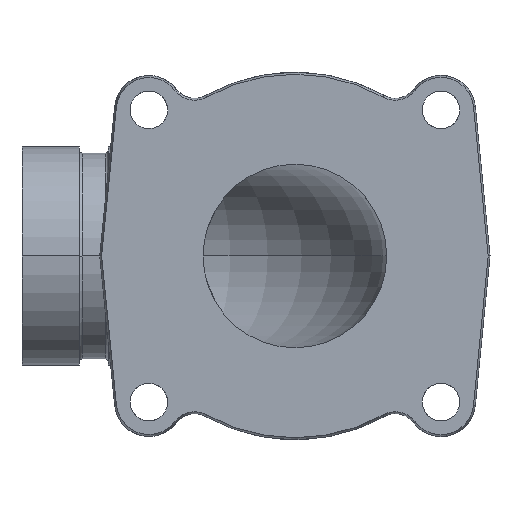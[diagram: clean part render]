
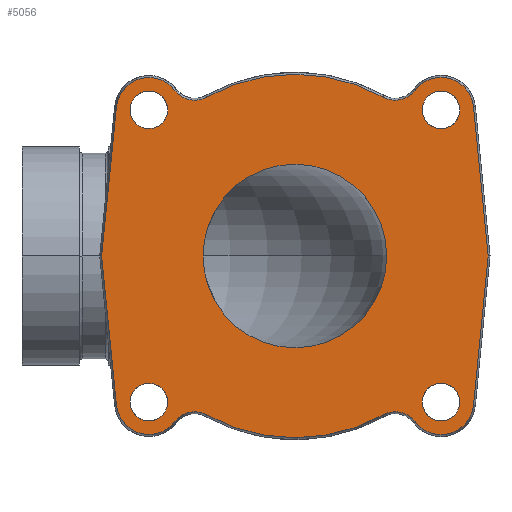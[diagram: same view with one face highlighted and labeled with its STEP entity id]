
A CAD part, left-side view. The second image highlights one B-rep face of the part: STEP entity #5056.
In plain terms, the highlighted planar face has unit normal (-1, 0, 0).
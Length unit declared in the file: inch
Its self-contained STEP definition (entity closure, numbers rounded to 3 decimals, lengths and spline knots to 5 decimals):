
#206=CARTESIAN_POINT('',(0.10246,0.,0.));
#207=DIRECTION('',(1.,0.,0.));
#208=DIRECTION('',(0.,1.,0.));
#209=AXIS2_PLACEMENT_3D('',#206,#207,#208);
#211=CARTESIAN_POINT('',(0.10246,0.,0.));
#212=DIRECTION('',(1.,0.,0.));
#213=DIRECTION('',(0.,-1.,0.));
#214=AXIS2_PLACEMENT_3D('',#211,#212,#213);
#216=DIRECTION('',(0.,-0.098,0.995));
#217=VECTOR('',#216,1.63442);
#218=CARTESIAN_POINT('',(0.10246,-1.94489,
-1.62661));
#219=LINE('',#218,#217);
#220=CARTESIAN_POINT('',(0.10246,-1.59198,
-1.59198));
#221=DIRECTION('',(1.,0.,0.));
#222=DIRECTION('',(0.,-0.995,-0.098));
#223=AXIS2_PLACEMENT_3D('',#220,#221,#222);
#225=CARTESIAN_POINT('',(0.10246,-1.09212,
-1.96717));
#226=DIRECTION('',(1.,0.,0.));
#227=DIRECTION('',(0.,0.485,0.874));
#228=AXIS2_PLACEMENT_3D('',#225,#226,#227);
#230=CARTESIAN_POINT('',(0.10246,0.,0.));
#231=DIRECTION('',(1.,0.,0.));
#232=DIRECTION('',(0.,-0.485,-0.874));
#233=AXIS2_PLACEMENT_3D('',#230,#231,#232);
#235=CARTESIAN_POINT('',(0.10246,1.09178,-1.96736));
#236=DIRECTION('',(1.,0.,0.));
#237=DIRECTION('',(0.,0.797,0.604));
#238=AXIS2_PLACEMENT_3D('',#235,#236,#237);
#240=CARTESIAN_POINT('',(0.10246,1.59,-1.59));
#241=DIRECTION('',(1.,0.,0.));
#242=DIRECTION('',(0.,-0.797,-0.604));
#243=AXIS2_PLACEMENT_3D('',#240,#241,#242);
#245=DIRECTION('',(0.,-0.099,-0.995));
#246=VECTOR('',#245,1.63312);
#247=CARTESIAN_POINT('',(0.10246,2.1045,0.));
#248=LINE('',#247,#246);
#249=DIRECTION('',(0.,0.099,-0.995));
#250=VECTOR('',#249,1.63312);
#251=CARTESIAN_POINT('',(0.10246,1.94286,1.6251));
#252=LINE('',#251,#250);
#253=CARTESIAN_POINT('',(0.10246,1.59,1.59));
#254=DIRECTION('',(1.,0.,0.));
#255=DIRECTION('',(0.,0.995,0.099));
#256=AXIS2_PLACEMENT_3D('',#253,#254,#255);
#258=CARTESIAN_POINT('',(0.10246,1.09178,1.96736));
#259=DIRECTION('',(1.,0.,0.));
#260=DIRECTION('',(0.,-0.485,-0.874));
#261=AXIS2_PLACEMENT_3D('',#258,#259,#260);
#263=CARTESIAN_POINT('',(0.10246,0.,0.));
#264=DIRECTION('',(1.,0.,0.));
#265=DIRECTION('',(0.,0.485,0.874));
#266=AXIS2_PLACEMENT_3D('',#263,#264,#265);
#268=CARTESIAN_POINT('',(0.10246,-1.09212,1.96717));
#269=DIRECTION('',(1.,0.,0.));
#270=DIRECTION('',(0.,-0.8,-0.6));
#271=AXIS2_PLACEMENT_3D('',#268,#269,#270);
#273=CARTESIAN_POINT('',(0.10246,-1.59198,1.59198));
#274=DIRECTION('',(1.,0.,0.));
#275=DIRECTION('',(0.,0.8,0.6));
#276=AXIS2_PLACEMENT_3D('',#273,#274,#275);
#278=DIRECTION('',(0.,0.098,0.995));
#279=VECTOR('',#278,1.63442);
#280=CARTESIAN_POINT('',(0.10246,-2.10451,0.));
#281=LINE('',#280,#279);
#282=CARTESIAN_POINT('',(0.10246,1.59099,1.59099));
#283=DIRECTION('',(-1.,0.,0.));
#284=DIRECTION('',(0.,-1.,0.));
#285=AXIS2_PLACEMENT_3D('',#282,#283,#284);
#287=CARTESIAN_POINT('',(0.10246,1.59099,1.59099));
#288=DIRECTION('',(-1.,0.,0.));
#289=DIRECTION('',(0.,1.,0.));
#290=AXIS2_PLACEMENT_3D('',#287,#288,#289);
#292=CARTESIAN_POINT('',(0.10246,-1.59099,
-1.59099));
#293=DIRECTION('',(-1.,0.,0.));
#294=DIRECTION('',(0.,-1.,0.));
#295=AXIS2_PLACEMENT_3D('',#292,#293,#294);
#297=CARTESIAN_POINT('',(0.10246,-1.59099,
-1.59099));
#298=DIRECTION('',(-1.,0.,0.));
#299=DIRECTION('',(0.,1.,0.));
#300=AXIS2_PLACEMENT_3D('',#297,#298,#299);
#302=CARTESIAN_POINT('',(0.10246,-1.59099,1.59099));
#303=DIRECTION('',(-1.,0.,0.));
#304=DIRECTION('',(0.,-1.,0.));
#305=AXIS2_PLACEMENT_3D('',#302,#303,#304);
#307=CARTESIAN_POINT('',(0.10246,-1.59099,1.59099));
#308=DIRECTION('',(-1.,0.,0.));
#309=DIRECTION('',(0.,1.,0.));
#310=AXIS2_PLACEMENT_3D('',#307,#308,#309);
#312=CARTESIAN_POINT('',(0.10246,1.59099,-1.59099));
#313=DIRECTION('',(-1.,0.,0.));
#314=DIRECTION('',(0.,-1.,0.));
#315=AXIS2_PLACEMENT_3D('',#312,#313,#314);
#317=CARTESIAN_POINT('',(0.10246,1.59099,-1.59099));
#318=DIRECTION('',(-1.,0.,0.));
#319=DIRECTION('',(0.,1.,0.));
#320=AXIS2_PLACEMENT_3D('',#317,#318,#319);
#4365=CARTESIAN_POINT('',(0.10246,1.,0.));
#4366=CARTESIAN_POINT('',(0.10246,-1.,0.));
#4367=VERTEX_POINT('',#4365);
#4368=VERTEX_POINT('',#4366);
#4369=CARTESIAN_POINT('',(0.10246,-1.94489,
-1.62661));
#4370=CARTESIAN_POINT('',(0.10246,-2.10451,0.));
#4371=VERTEX_POINT('',#4369);
#4372=VERTEX_POINT('',#4370);
#4373=CARTESIAN_POINT('',(0.10246,-1.30838,
-1.80485));
#4374=VERTEX_POINT('',#4373);
#4375=CARTESIAN_POINT('',(0.10246,-0.96088,
-1.73077));
#4376=VERTEX_POINT('',#4375);
#4377=CARTESIAN_POINT('',(0.10246,0.96058,
-1.73093));
#4378=VERTEX_POINT('',#4377);
#4379=CARTESIAN_POINT('',(0.10246,1.30733,
-1.8041));
#4380=VERTEX_POINT('',#4379);
#4381=CARTESIAN_POINT('',(0.10246,1.94286,
-1.6251));
#4382=VERTEX_POINT('',#4381);
#4383=CARTESIAN_POINT('',(0.10246,2.1045,0.));
#4384=VERTEX_POINT('',#4383);
#4385=CARTESIAN_POINT('',(0.10246,1.94286,1.6251));
#4386=VERTEX_POINT('',#4385);
#4387=CARTESIAN_POINT('',(0.10246,1.30733,1.8041));
#4388=VERTEX_POINT('',#4387);
#4389=CARTESIAN_POINT('',(0.10246,0.96058,
1.73093));
#4390=VERTEX_POINT('',#4389);
#4391=CARTESIAN_POINT('',(0.10246,-0.96088,
1.73077));
#4392=VERTEX_POINT('',#4391);
#4393=CARTESIAN_POINT('',(0.10246,-1.30838,
1.80485));
#4394=VERTEX_POINT('',#4393);
#4395=CARTESIAN_POINT('',(0.10246,-1.94489,
1.62661));
#4396=VERTEX_POINT('',#4395);
#4405=CARTESIAN_POINT('',(0.10246,1.38649,1.59099));
#4406=CARTESIAN_POINT('',(0.10246,1.79549,1.59099));
#4407=VERTEX_POINT('',#4405);
#4408=VERTEX_POINT('',#4406);
#4409=CARTESIAN_POINT('',(0.10246,-1.79549,
-1.59099));
#4410=CARTESIAN_POINT('',(0.10246,-1.38649,
-1.59099));
#4411=VERTEX_POINT('',#4409);
#4412=VERTEX_POINT('',#4410);
#4413=CARTESIAN_POINT('',(0.10246,-1.79549,
1.59099));
#4414=CARTESIAN_POINT('',(0.10246,-1.38649,
1.59099));
#4415=VERTEX_POINT('',#4413);
#4416=VERTEX_POINT('',#4414);
#4417=CARTESIAN_POINT('',(0.10246,1.38649,
-1.59099));
#4418=CARTESIAN_POINT('',(0.10246,1.79549,
-1.59099));
#4419=VERTEX_POINT('',#4417);
#4420=VERTEX_POINT('',#4418);
#4992=CARTESIAN_POINT('',(0.10246,-2.47799,2.4));
#4993=DIRECTION('',(1.,0.,0.));
#4994=DIRECTION('',(0.,1.,0.));
#4995=AXIS2_PLACEMENT_3D('',#4992,#4993,#4994);
#4996=PLANE('',#4995);
#4998=ORIENTED_EDGE('',*,*,#4997,.F.);
#4999=ORIENTED_EDGE('',*,*,#4982,.T.);
#5001=ORIENTED_EDGE('',*,*,#5000,.F.);
#5003=ORIENTED_EDGE('',*,*,#5002,.T.);
#5005=ORIENTED_EDGE('',*,*,#5004,.F.);
#5007=ORIENTED_EDGE('',*,*,#5006,.T.);
#5009=ORIENTED_EDGE('',*,*,#5008,.F.);
#5011=ORIENTED_EDGE('',*,*,#5010,.F.);
#5013=ORIENTED_EDGE('',*,*,#5012,.T.);
#5015=ORIENTED_EDGE('',*,*,#5014,.F.);
#5017=ORIENTED_EDGE('',*,*,#5016,.T.);
#5019=ORIENTED_EDGE('',*,*,#5018,.F.);
#5021=ORIENTED_EDGE('',*,*,#5020,.T.);
#5023=ORIENTED_EDGE('',*,*,#5022,.F.);
#5024=EDGE_LOOP('',(#4998,#4999,#5001,#5003,#5005,#5007,#5009,#5011,#5013,#5015,
#5017,#5019,#5021,#5023));
#5025=FACE_OUTER_BOUND('',#5024,.F.);
#5027=ORIENTED_EDGE('',*,*,#5026,.F.);
#5029=ORIENTED_EDGE('',*,*,#5028,.F.);
#5030=EDGE_LOOP('',(#5027,#5029));
#5031=FACE_BOUND('',#5030,.F.);
#5033=ORIENTED_EDGE('',*,*,#5032,.T.);
#5035=ORIENTED_EDGE('',*,*,#5034,.T.);
#5036=EDGE_LOOP('',(#5033,#5035));
#5037=FACE_BOUND('',#5036,.F.);
#5039=ORIENTED_EDGE('',*,*,#5038,.T.);
#5041=ORIENTED_EDGE('',*,*,#5040,.T.);
#5042=EDGE_LOOP('',(#5039,#5041));
#5043=FACE_BOUND('',#5042,.F.);
#5045=ORIENTED_EDGE('',*,*,#5044,.T.);
#5047=ORIENTED_EDGE('',*,*,#5046,.T.);
#5048=EDGE_LOOP('',(#5045,#5047));
#5049=FACE_BOUND('',#5048,.F.);
#5051=ORIENTED_EDGE('',*,*,#5050,.T.);
#5053=ORIENTED_EDGE('',*,*,#5052,.T.);
#5054=EDGE_LOOP('',(#5051,#5053));
#5055=FACE_BOUND('',#5054,.F.);
#5056=ADVANCED_FACE('',(#5025,#5031,#5037,#5043,#5049,#5055),#4996,.F.);
#210=CIRCLE('',#209,1.);
#215=CIRCLE('',#214,1.);
#224=CIRCLE('',#223,0.3546);
#229=CIRCLE('',#228,0.2704);
#234=CIRCLE('',#233,1.9796);
#239=CIRCLE('',#238,0.2704);
#244=CIRCLE('',#243,0.3546);
#257=CIRCLE('',#256,0.3546);
#262=CIRCLE('',#261,0.2704);
#267=CIRCLE('',#266,1.9796);
#272=CIRCLE('',#271,0.2704);
#277=CIRCLE('',#276,0.3546);
#286=CIRCLE('',#285,0.2045);
#291=CIRCLE('',#290,0.2045);
#296=CIRCLE('',#295,0.2045);
#301=CIRCLE('',#300,0.2045);
#306=CIRCLE('',#305,0.2045);
#311=CIRCLE('',#310,0.2045);
#316=CIRCLE('',#315,0.2045);
#321=CIRCLE('',#320,0.2045);
#4982=EDGE_CURVE('',#4371,#4374,#224,.T.);
#4997=EDGE_CURVE('',#4371,#4372,#219,.T.);
#5000=EDGE_CURVE('',#4376,#4374,#229,.T.);
#5002=EDGE_CURVE('',#4376,#4378,#234,.T.);
#5004=EDGE_CURVE('',#4380,#4378,#239,.T.);
#5006=EDGE_CURVE('',#4380,#4382,#244,.T.);
#5008=EDGE_CURVE('',#4384,#4382,#248,.T.);
#5010=EDGE_CURVE('',#4386,#4384,#252,.T.);
#5012=EDGE_CURVE('',#4386,#4388,#257,.T.);
#5014=EDGE_CURVE('',#4390,#4388,#262,.T.);
#5016=EDGE_CURVE('',#4390,#4392,#267,.T.);
#5018=EDGE_CURVE('',#4394,#4392,#272,.T.);
#5020=EDGE_CURVE('',#4394,#4396,#277,.T.);
#5022=EDGE_CURVE('',#4372,#4396,#281,.T.);
#5026=EDGE_CURVE('',#4367,#4368,#210,.T.);
#5028=EDGE_CURVE('',#4368,#4367,#215,.T.);
#5032=EDGE_CURVE('',#4407,#4408,#286,.T.);
#5034=EDGE_CURVE('',#4408,#4407,#291,.T.);
#5038=EDGE_CURVE('',#4411,#4412,#296,.T.);
#5040=EDGE_CURVE('',#4412,#4411,#301,.T.);
#5044=EDGE_CURVE('',#4415,#4416,#306,.T.);
#5046=EDGE_CURVE('',#4416,#4415,#311,.T.);
#5050=EDGE_CURVE('',#4419,#4420,#316,.T.);
#5052=EDGE_CURVE('',#4420,#4419,#321,.T.);
